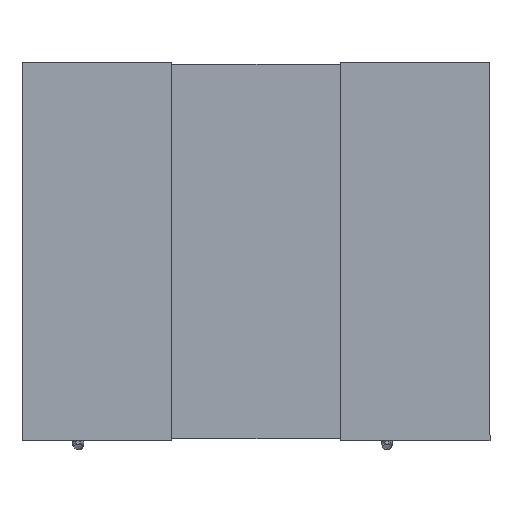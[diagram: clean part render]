
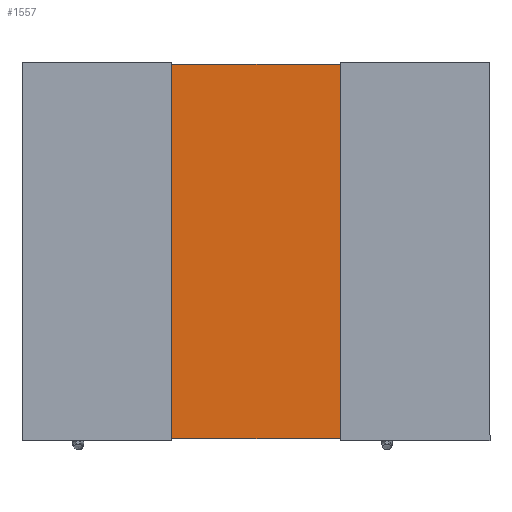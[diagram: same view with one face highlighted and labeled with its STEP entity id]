
A CAD part, top view. The second image highlights one B-rep face of the part: STEP entity #1557.
In plain terms, the highlighted planar face has unit normal (0, 0, 1).
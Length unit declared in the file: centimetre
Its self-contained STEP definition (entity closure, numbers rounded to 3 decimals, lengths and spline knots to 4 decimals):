
#35=LINE('',#3554,#136);
#36=LINE('',#3557,#137);
#37=LINE('',#3559,#138);
#38=LINE('',#3561,#139);
#136=VECTOR('',#1803,100.);
#137=VECTOR('',#1804,100.);
#138=VECTOR('',#1805,100.);
#139=VECTOR('',#1806,100.);
#234=PLANE('',#1649);
#419=ORIENTED_EDGE('',*,*,#712,.F.);
#420=ORIENTED_EDGE('',*,*,#713,.T.);
#421=ORIENTED_EDGE('',*,*,#714,.F.);
#422=ORIENTED_EDGE('',*,*,#715,.F.);
#712=EDGE_CURVE('',#877,#878,#35,.T.);
#713=EDGE_CURVE('',#877,#879,#36,.T.);
#714=EDGE_CURVE('',#880,#879,#37,.T.);
#715=EDGE_CURVE('',#878,#880,#38,.T.);
#877=VERTEX_POINT('',#3555);
#878=VERTEX_POINT('',#3556);
#879=VERTEX_POINT('',#3558);
#880=VERTEX_POINT('',#3560);
#1026=EDGE_LOOP('',(#419,#420,#421,#422));
#1134=FACE_BOUND('',#1026,.T.);
#1557=ADVANCED_FACE('',(#1134),#234,.F.);
#1649=AXIS2_PLACEMENT_3D('',#3553,#1801,#1802);
#1801=DIRECTION('',(0.,0.,-1.));
#1802=DIRECTION('',(-1.,0.,0.));
#1803=DIRECTION('',(-1.,0.,0.));
#1804=DIRECTION('',(0.,1.,0.));
#1805=DIRECTION('',(1.,0.,0.));
#1806=DIRECTION('',(0.,1.,0.));
#3553=CARTESIAN_POINT('',(0.,0.,0.048));
#3554=CARTESIAN_POINT('',(0.125,-0.1,0.048));
#3555=CARTESIAN_POINT('',(0.045,-0.1,0.048));
#3556=CARTESIAN_POINT('',(-0.045,-0.1,0.048));
#3557=CARTESIAN_POINT('',(0.045,0.101,0.048));
#3558=CARTESIAN_POINT('',(0.045,0.1,0.048));
#3559=CARTESIAN_POINT('',(-0.125,0.1,0.048));
#3560=CARTESIAN_POINT('',(-0.045,0.1,0.048));
#3561=CARTESIAN_POINT('',(-0.045,0.,0.048));
